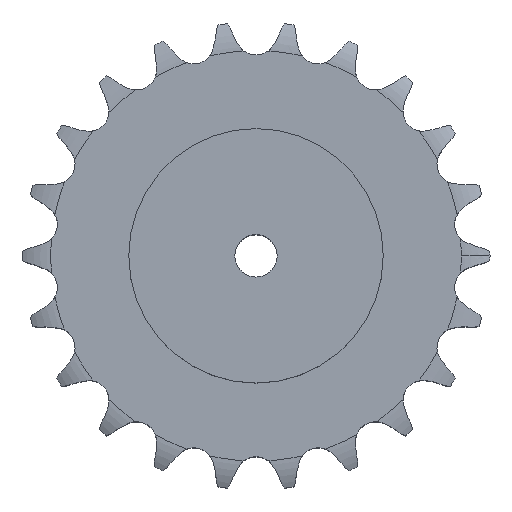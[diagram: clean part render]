
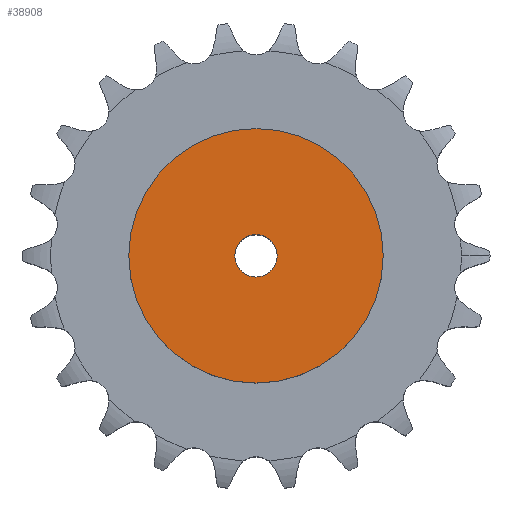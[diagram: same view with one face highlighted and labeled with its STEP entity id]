
A CAD part, top view. The second image highlights one B-rep face of the part: STEP entity #38908.
In plain terms, the highlighted planar face has unit normal (0, 0, 1).
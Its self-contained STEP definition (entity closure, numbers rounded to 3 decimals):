
#20824 = CYLINDRICAL_SURFACE('',#20825,15.);
#20825 = AXIS2_PLACEMENT_3D('',#20826,#20827,#20828);
#20826 = CARTESIAN_POINT('',(0.,0.,519.226));
#20827 = DIRECTION('',(0.,0.,1.));
#20828 = DIRECTION('',(1.,0.,0.));
#26540 = EDGE_CURVE('',#26541,#26541,#26543,.T.);
#26541 = VERTEX_POINT('',#26542);
#26542 = CARTESIAN_POINT('',(15.,0.,120.));
#26543 = SURFACE_CURVE('',#26544,(#26549,#26556),.PCURVE_S1.);
#26544 = CIRCLE('',#26545,15.);
#26545 = AXIS2_PLACEMENT_3D('',#26546,#26547,#26548);
#26546 = CARTESIAN_POINT('',(0.,0.,120.));
#26547 = DIRECTION('',(0.,0.,1.));
#26548 = DIRECTION('',(1.,0.,0.));
#26549 = PCURVE('',#20824,#26550);
#26550 = DEFINITIONAL_REPRESENTATION('',(#26551),#26555);
#26551 = LINE('',#26552,#26553);
#26552 = CARTESIAN_POINT('',(0.,-399.226));
#26553 = VECTOR('',#26554,1.);
#26554 = DIRECTION('',(1.,0.));
#26555 = ( GEOMETRIC_REPRESENTATION_CONTEXT(2) 
PARAMETRIC_REPRESENTATION_CONTEXT() REPRESENTATION_CONTEXT('2D SPACE',''
  ) );
#26556 = PCURVE('',#26557,#26562);
#26557 = PLANE('',#26558);
#26558 = AXIS2_PLACEMENT_3D('',#26559,#26560,#26561);
#26559 = CARTESIAN_POINT('',(0.,0.,120.
    ));
#26560 = DIRECTION('',(0.,0.,1.));
#26561 = DIRECTION('',(1.,0.,0.));
#26562 = DEFINITIONAL_REPRESENTATION('',(#26563),#26567);
#26563 = CIRCLE('',#26564,15.);
#26564 = AXIS2_PLACEMENT_2D('',#26565,#26566);
#26565 = CARTESIAN_POINT('',(0.,0.));
#26566 = DIRECTION('',(1.,0.));
#26567 = ( GEOMETRIC_REPRESENTATION_CONTEXT(2) 
PARAMETRIC_REPRESENTATION_CONTEXT() REPRESENTATION_CONTEXT('2D SPACE',''
  ) );
#38908 = ADVANCED_FACE('',(#38909,#38940),#26557,.T.);
#38909 = FACE_BOUND('',#38910,.T.);
#38910 = EDGE_LOOP('',(#38911));
#38911 = ORIENTED_EDGE('',*,*,#38912,.T.);
#38912 = EDGE_CURVE('',#38913,#38913,#38915,.T.);
#38913 = VERTEX_POINT('',#38914);
#38914 = CARTESIAN_POINT('',(90.,0.,120.));
#38915 = SURFACE_CURVE('',#38916,(#38921,#38928),.PCURVE_S1.);
#38916 = CIRCLE('',#38917,90.);
#38917 = AXIS2_PLACEMENT_3D('',#38918,#38919,#38920);
#38918 = CARTESIAN_POINT('',(0.,0.,120.));
#38919 = DIRECTION('',(0.,0.,1.));
#38920 = DIRECTION('',(1.,0.,0.));
#38921 = PCURVE('',#26557,#38922);
#38922 = DEFINITIONAL_REPRESENTATION('',(#38923),#38927);
#38923 = CIRCLE('',#38924,90.);
#38924 = AXIS2_PLACEMENT_2D('',#38925,#38926);
#38925 = CARTESIAN_POINT('',(0.,0.));
#38926 = DIRECTION('',(1.,0.));
#38927 = ( GEOMETRIC_REPRESENTATION_CONTEXT(2) 
PARAMETRIC_REPRESENTATION_CONTEXT() REPRESENTATION_CONTEXT('2D SPACE',''
  ) );
#38928 = PCURVE('',#38929,#38934);
#38929 = CYLINDRICAL_SURFACE('',#38930,90.);
#38930 = AXIS2_PLACEMENT_3D('',#38931,#38932,#38933);
#38931 = CARTESIAN_POINT('',(0.,0.,0.));
#38932 = DIRECTION('',(-0.,-0.,-1.));
#38933 = DIRECTION('',(1.,0.,0.));
#38934 = DEFINITIONAL_REPRESENTATION('',(#38935),#38939);
#38935 = LINE('',#38936,#38937);
#38936 = CARTESIAN_POINT('',(-0.,-120.));
#38937 = VECTOR('',#38938,1.);
#38938 = DIRECTION('',(-1.,0.));
#38939 = ( GEOMETRIC_REPRESENTATION_CONTEXT(2) 
PARAMETRIC_REPRESENTATION_CONTEXT() REPRESENTATION_CONTEXT('2D SPACE',''
  ) );
#38940 = FACE_BOUND('',#38941,.T.);
#38941 = EDGE_LOOP('',(#38942));
#38942 = ORIENTED_EDGE('',*,*,#26540,.F.);
